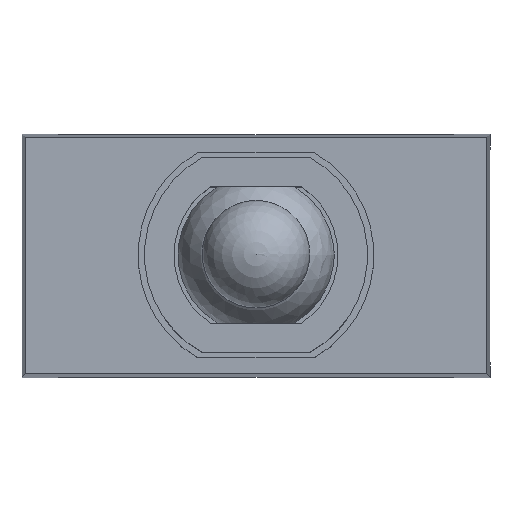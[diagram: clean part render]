
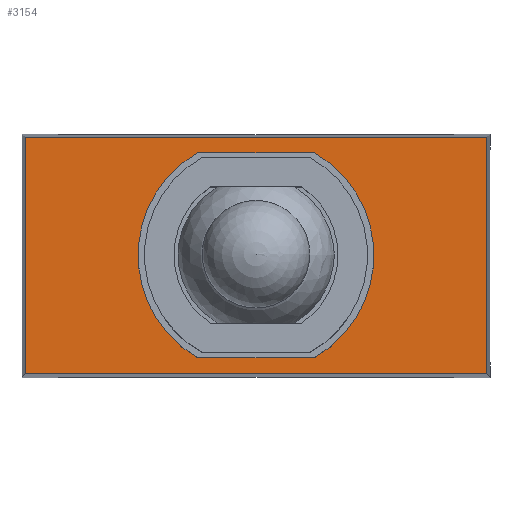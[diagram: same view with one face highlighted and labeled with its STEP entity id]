
A CAD part, top view. The second image highlights one B-rep face of the part: STEP entity #3154.
In plain terms, the highlighted planar face has unit normal (0, 0, 1).
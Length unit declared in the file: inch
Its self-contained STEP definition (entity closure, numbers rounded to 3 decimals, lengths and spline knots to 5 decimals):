
#2495=CARTESIAN_POINT('',(0.06239,-0.10945,0.40945));
#2496=VERTEX_POINT('',#2495);
#2503=CARTESIAN_POINT('',(0.06239,0.10945,0.40945));
#2504=VERTEX_POINT('',#2503);
#2505=CARTESIAN_POINT('',(0.0,0.0,0.40945));
#2506=DIRECTION('',(0.0,0.0,-1.0));
#2507=DIRECTION('',(-0.495,0.869,0.0));
#2508=AXIS2_PLACEMENT_3D('',#2505,#2506,#2507);
#2509=CIRCLE('',#2508,0.12598);
#2510=EDGE_CURVE('',#2504,#2496,#2509,.T.);
#2527=CARTESIAN_POINT('',(-0.06239,-0.10945,0.40945));
#2528=VERTEX_POINT('',#2527);
#2535=CARTESIAN_POINT('',(0.06239,-0.10945,0.40945));
#2536=DIRECTION('',(-1.0,0.0,0.0));
#2537=VECTOR('',#2536,0.12479);
#2538=LINE('',#2535,#2537);
#2539=EDGE_CURVE('',#2496,#2528,#2538,.T.);
#2551=CARTESIAN_POINT('',(-0.06239,0.10945,0.40945));
#2552=VERTEX_POINT('',#2551);
#2559=CARTESIAN_POINT('',(0.0,0.0,0.40945));
#2560=DIRECTION('',(0.0,0.0,-1.0));
#2561=DIRECTION('',(0.495,-0.869,0.0));
#2562=AXIS2_PLACEMENT_3D('',#2559,#2560,#2561);
#2563=CIRCLE('',#2562,0.12598);
#2564=EDGE_CURVE('',#2528,#2552,#2563,.T.);
#2577=CARTESIAN_POINT('',(-0.06239,0.10945,0.40945));
#2578=DIRECTION('',(1.0,0.0,0.0));
#2579=VECTOR('',#2578,0.12479);
#2580=LINE('',#2577,#2579);
#2581=EDGE_CURVE('',#2552,#2504,#2580,.T.);
#2957=CARTESIAN_POINT('',(0.24643,0.12635,0.40945));
#2958=VERTEX_POINT('',#2957);
#2965=CARTESIAN_POINT('',(0.24643,-0.12635,0.40945));
#2966=VERTEX_POINT('',#2965);
#2967=CARTESIAN_POINT('',(0.24643,0.12635,0.40945));
#2968=DIRECTION('',(0.0,-1.0,0.0));
#2969=VECTOR('',#2968,0.2527);
#2970=LINE('',#2967,#2969);
#2971=EDGE_CURVE('',#2958,#2966,#2970,.T.);
#3006=CARTESIAN_POINT('',(-0.24643,0.12635,0.40945));
#3007=VERTEX_POINT('',#3006);
#3014=CARTESIAN_POINT('',(-0.24643,0.12635,0.40945));
#3015=DIRECTION('',(1.0,0.0,0.0));
#3016=VECTOR('',#3015,0.49285);
#3017=LINE('',#3014,#3016);
#3018=EDGE_CURVE('',#3007,#2958,#3017,.T.);
#3096=CARTESIAN_POINT('',(-0.24643,-0.12635,0.40945));
#3097=VERTEX_POINT('',#3096);
#3098=CARTESIAN_POINT('',(0.24643,-0.12635,0.40945));
#3099=DIRECTION('',(-1.0,0.0,0.0));
#3100=VECTOR('',#3099,0.49285);
#3101=LINE('',#3098,#3100);
#3102=EDGE_CURVE('',#2966,#3097,#3101,.T.);
#3124=CARTESIAN_POINT('',(-0.24643,-0.12635,0.40945));
#3125=DIRECTION('',(0.0,1.0,0.0));
#3126=VECTOR('',#3125,0.2527);
#3127=LINE('',#3124,#3126);
#3128=EDGE_CURVE('',#3097,#3007,#3127,.T.);
#3137=CARTESIAN_POINT('',(-0.27107,-0.13898,0.40945));
#3138=DIRECTION('',(0.0,0.0,1.0));
#3139=DIRECTION('',(1.0,0.0,0.0));
#3140=AXIS2_PLACEMENT_3D('',#3137,#3138,#3139);
#3141=PLANE('',#3140);
#3142=ORIENTED_EDGE('',*,*,#2971,.F.);
#3143=ORIENTED_EDGE('',*,*,#3018,.F.);
#3144=ORIENTED_EDGE('',*,*,#3128,.F.);
#3145=ORIENTED_EDGE('',*,*,#3102,.F.);
#3146=EDGE_LOOP('',(#3142,#3143,#3144,#3145));
#3147=FACE_OUTER_BOUND('',#3146,.T.);
#3148=ORIENTED_EDGE('',*,*,#2510,.T.);
#3149=ORIENTED_EDGE('',*,*,#2539,.T.);
#3150=ORIENTED_EDGE('',*,*,#2564,.T.);
#3151=ORIENTED_EDGE('',*,*,#2581,.T.);
#3152=EDGE_LOOP('',(#3148,#3149,#3150,#3151));
#3153=FACE_BOUND('',#3152,.T.);
#3154=ADVANCED_FACE('',(#3147,#3153),#3141,.T.);
